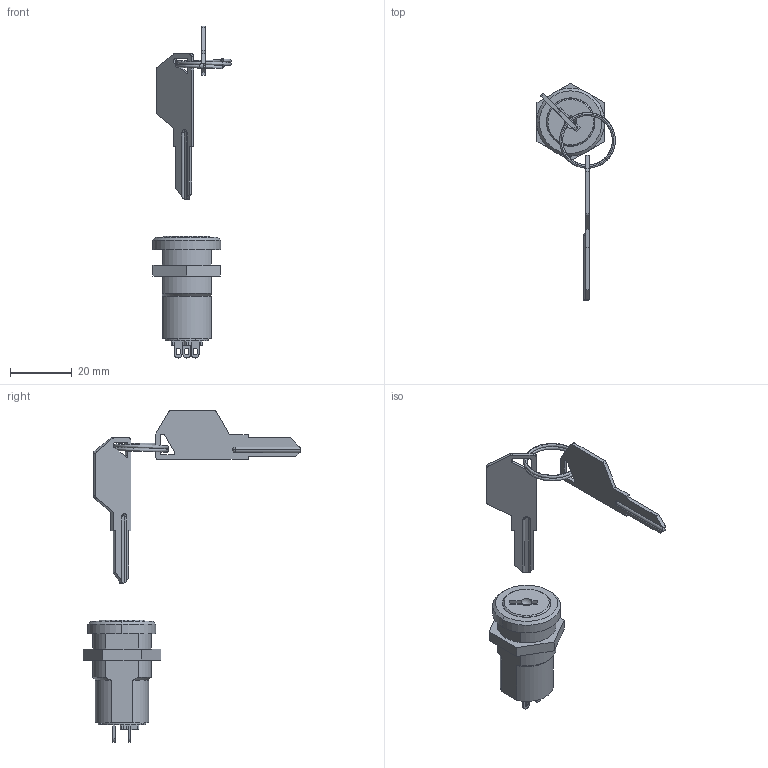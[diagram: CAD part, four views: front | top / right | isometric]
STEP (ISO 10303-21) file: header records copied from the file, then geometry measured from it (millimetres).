
FILE_DESCRIPTION (( 'STEP AP203' ), '1' );
FILE_NAME ('S-42-90-E-1.STEP', '2011-06-22T06:50:55', ( '11sw' ), ( 'タキゲン製造株式会社' ), 'SwSTEP 2.0', 'SolidWorks 2011', '' );
FILE_SCHEMA (( 'CONFIG_CONTROL_DESIGN' ));
Length unit declared in the file: millimetre
Products named in the file (7): S-42-90-E-1; S-42-90-E-1僉乕W2_90亱; S-42钒剌皋乮SUS冇18乯; S-42キー_; S-42スイッチ_; S-42ナットM19_; S-42本体_
Assembly tree (7 placements, depth 3):
  S-42-90-E-1
    S-42本体_
    S-42-90-E-1僉乕W2_90亱
      S-42キー_  x2
      S-42钒剌皋乮SUS冇18乯
    S-42スイッチ_
    S-42ナットM19_
Bounding box: 25.44 x 70.48 x 107.4 mm (x, y, z)
Volume: 10108.3 mm3; surface area: 7430.8 mm2
Topology: 6 solids, 6 shells, 198 faces, 529 edges, 350 vertices
Faces by surface type: plane 109, cylinder 71, torus 8, cone 6, sphere 2, bspline 2
Entity records: 6382 total; most frequent: CARTESIAN_POINT 1500, DIRECTION 891, ORIENTED_EDGE 848, EDGE_CURVE 424, AXIS2_PLACEMENT_3D 312, VERTEX_POINT 281, VECTOR 267, LINE 267
